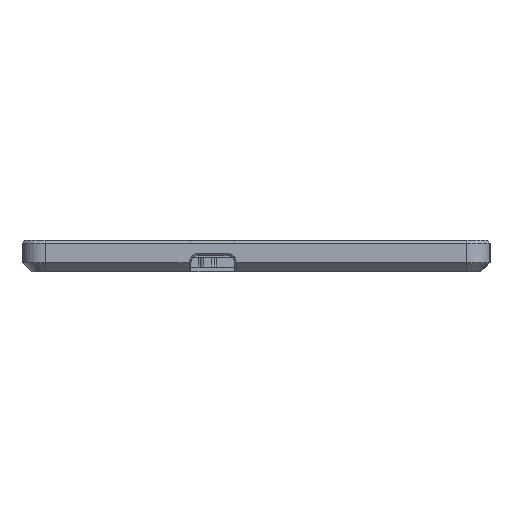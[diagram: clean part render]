
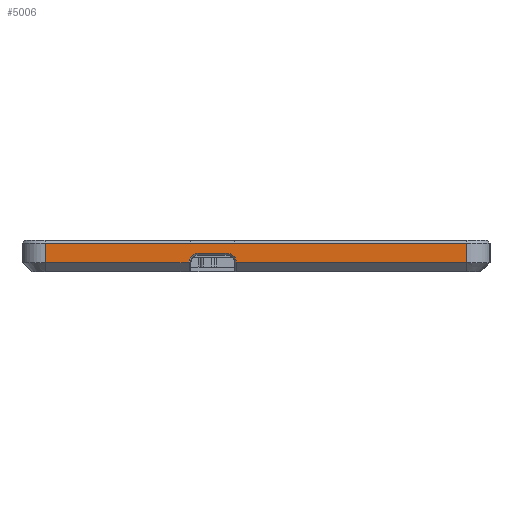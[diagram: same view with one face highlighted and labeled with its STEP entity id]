
A CAD part, left-side view. The second image highlights one B-rep face of the part: STEP entity #5006.
In plain terms, the highlighted planar face has unit normal (-1, 0, 0).
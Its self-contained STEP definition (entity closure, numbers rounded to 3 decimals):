
#4933=CARTESIAN_POINT('',(-3.05,-48.382,9.727));
#4934=DIRECTION('',(-1.,0.,0.));
#4935=DIRECTION('',(0.,-0.,1.));
#4936=AXIS2_PLACEMENT_3D('',#4933,#4934,#4935);
#4937=PLANE('',#4936);
#4938=CARTESIAN_POINT('',(-3.05,-2.869,4.927));
#4939=VERTEX_POINT('',#4938);
#4940=CARTESIAN_POINT('',(-3.05,-33.93,4.927));
#4941=VERTEX_POINT('',#4940);
#4942=CARTESIAN_POINT('',(-3.05,-2.869,4.927));
#4943=DIRECTION('',(0.,-1.,-0.));
#4944=VECTOR('',#4943,31.061);
#4945=LINE('',#4942,#4944);
#4946=EDGE_CURVE('',#4939,#4941,#4945,.T.);
#4947=ORIENTED_EDGE('',*,*,#4946,.T.);
#4948=CARTESIAN_POINT('',(-3.05,-35.93,6.927));
#4949=VERTEX_POINT('',#4948);
#4950=CARTESIAN_POINT('',(-3.05,-35.93,4.927));
#4951=DIRECTION('',(1.,-0.,-0.));
#4952=DIRECTION('',(0.,-0.,1.));
#4953=AXIS2_PLACEMENT_3D('',#4950,#4951,#4952);
#4954=CIRCLE('',#4953,2.);
#4955=EDGE_CURVE('',#4941,#4949,#4954,.T.);
#4956=ORIENTED_EDGE('',*,*,#4955,.T.);
#4957=CARTESIAN_POINT('',(-3.05,-42.13,6.927));
#4958=VERTEX_POINT('',#4957);
#4959=CARTESIAN_POINT('',(-3.05,-35.93,6.927));
#4960=DIRECTION('',(0.,-1.,-0.));
#4961=VECTOR('',#4960,6.2);
#4962=LINE('',#4959,#4961);
#4963=EDGE_CURVE('',#4949,#4958,#4962,.T.);
#4964=ORIENTED_EDGE('',*,*,#4963,.T.);
#4965=CARTESIAN_POINT('',(-3.05,-44.13,4.927));
#4966=VERTEX_POINT('',#4965);
#4967=CARTESIAN_POINT('',(-3.05,-42.13,4.927));
#4968=DIRECTION('',(1.,-0.,-0.));
#4969=DIRECTION('',(0.,-0.,1.));
#4970=AXIS2_PLACEMENT_3D('',#4967,#4968,#4969);
#4971=CIRCLE('',#4970,2.);
#4972=EDGE_CURVE('',#4958,#4966,#4971,.T.);
#4973=ORIENTED_EDGE('',*,*,#4972,.T.);
#4974=CARTESIAN_POINT('',(-3.05,-93.894,4.927));
#4975=VERTEX_POINT('',#4974);
#4976=CARTESIAN_POINT('',(-3.05,-44.13,4.927));
#4977=DIRECTION('',(0.,-1.,-0.));
#4978=VECTOR('',#4977,49.764);
#4979=LINE('',#4976,#4978);
#4980=EDGE_CURVE('',#4966,#4975,#4979,.T.);
#4981=ORIENTED_EDGE('',*,*,#4980,.T.);
#4982=CARTESIAN_POINT('',(-3.05,-93.894,9.141));
#4983=VERTEX_POINT('',#4982);
#4984=CARTESIAN_POINT('',(-3.05,-93.894,4.927));
#4985=DIRECTION('',(-0.,-0.,1.));
#4986=VECTOR('',#4985,4.214);
#4987=LINE('',#4984,#4986);
#4988=EDGE_CURVE('',#4975,#4983,#4987,.T.);
#4989=ORIENTED_EDGE('',*,*,#4988,.T.);
#4990=CARTESIAN_POINT('',(-3.05,-2.869,9.141));
#4991=VERTEX_POINT('',#4990);
#4992=CARTESIAN_POINT('',(-3.05,-93.894,9.141));
#4993=DIRECTION('',(-0.,1.,0.));
#4994=VECTOR('',#4993,91.025);
#4995=LINE('',#4992,#4994);
#4996=EDGE_CURVE('',#4983,#4991,#4995,.T.);
#4997=ORIENTED_EDGE('',*,*,#4996,.T.);
#4998=CARTESIAN_POINT('',(-3.05,-2.869,9.141));
#4999=DIRECTION('',(0.,0.,-1.));
#5000=VECTOR('',#4999,4.214);
#5001=LINE('',#4998,#5000);
#5002=EDGE_CURVE('',#4991,#4939,#5001,.T.);
#5003=ORIENTED_EDGE('',*,*,#5002,.T.);
#5004=EDGE_LOOP('',(#4947,#4956,#4964,#4973,#4981,#4989,#4997,#5003));
#5005=FACE_BOUND('',#5004,.T.);
#5006=ADVANCED_FACE('',(#5005),#4937,.T.);
